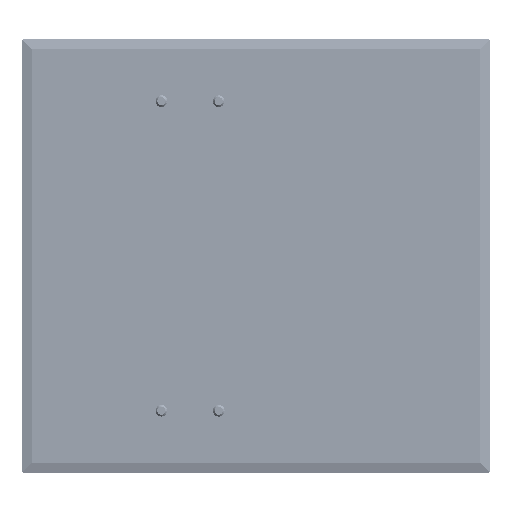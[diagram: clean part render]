
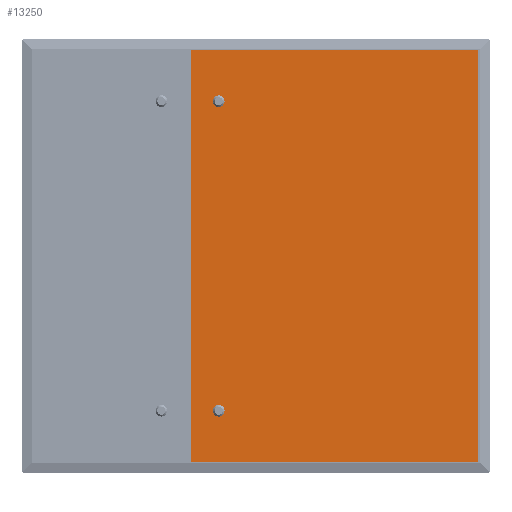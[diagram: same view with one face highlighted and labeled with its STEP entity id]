
A CAD part, top view. The second image highlights one B-rep face of the part: STEP entity #13250.
In plain terms, the highlighted planar face has unit normal (0, 0, 1).
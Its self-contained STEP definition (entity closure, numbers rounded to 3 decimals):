
#2 = ORIENTED_EDGE ( 'NONE', *, *, #29175, .T. ) ;
#1054 = VECTOR ( 'NONE', #19933, 1000. ) ;
#1107 = DIRECTION ( 'NONE',  ( 0., 0., -1. ) ) ;
#1277 = CARTESIAN_POINT ( 'NONE',  ( -239.5, -305., 0. ) ) ;
#1843 = AXIS2_PLACEMENT_3D ( 'NONE', #42843, #16332, #25824 ) ;
#2738 = CARTESIAN_POINT ( 'NONE',  ( -283., -405., 0. ) ) ;
#3160 = DIRECTION ( 'NONE',  ( 0., 1., 0. ) ) ;
#4505 = CARTESIAN_POINT ( 'NONE',  ( -228., 305., 0. ) ) ;
#5719 = EDGE_CURVE ( 'NONE', #32952, #8527, #13139, .T. ) ;
#6253 = ORIENTED_EDGE ( 'NONE', *, *, #34553, .T. ) ;
#6342 = LINE ( 'NONE', #16682, #15941 ) ;
#6537 = FACE_OUTER_BOUND ( 'NONE', #19058, .T. ) ;
#8527 = VERTEX_POINT ( 'NONE', #1277 ) ;
#8653 = VECTOR ( 'NONE', #3160, 1000. ) ;
#10074 = CARTESIAN_POINT ( 'NONE',  ( -216.5, -305., 0. ) ) ;
#10243 = DIRECTION ( 'NONE',  ( 0., 0., -1. ) ) ;
#10641 = ORIENTED_EDGE ( 'NONE', *, *, #21202, .T. ) ;
#12826 = LINE ( 'NONE', #16543, #1054 ) ;
#13139 = CIRCLE ( 'NONE', #14293, 11.5 ) ;
#13250 = ADVANCED_FACE ( 'NONE', ( #21389, #18768, #6537 ), #37233, .T. ) ;
#13433 = CARTESIAN_POINT ( 'NONE',  ( -239.5, 305., 0. ) ) ;
#13685 = DIRECTION ( 'NONE',  ( 0., 0., 1. ) ) ;
#14293 = AXIS2_PLACEMENT_3D ( 'NONE', #34942, #1107, #28307 ) ;
#15941 = VECTOR ( 'NONE', #43782, 1000. ) ;
#15975 = VERTEX_POINT ( 'NONE', #2738 ) ;
#16332 = DIRECTION ( 'NONE',  ( 0., 0., 1. ) ) ;
#16436 = ORIENTED_EDGE ( 'NONE', *, *, #5719, .T. ) ;
#16543 = CARTESIAN_POINT ( 'NONE',  ( -283., 405., 0. ) ) ;
#16682 = CARTESIAN_POINT ( 'NONE',  ( -283., -405., 0. ) ) ;
#17225 = DIRECTION ( 'NONE',  ( 1., 0., 0. ) ) ;
#17369 = CARTESIAN_POINT ( 'NONE',  ( 0., 0., 0. ) ) ;
#17398 = VERTEX_POINT ( 'NONE', #13433 ) ;
#18751 = VECTOR ( 'NONE', #31880, 1000. ) ;
#18768 = FACE_BOUND ( 'NONE', #32033, .T. ) ;
#18771 = CARTESIAN_POINT ( 'NONE',  ( 283., 405., 0. ) ) ;
#19058 = EDGE_LOOP ( 'NONE', ( #31031, #10641, #37361, #6253 ) ) ;
#19933 = DIRECTION ( 'NONE',  ( 0., -1., 0. ) ) ;
#20014 = DIRECTION ( 'NONE',  ( 1., 0., 0. ) ) ;
#20861 = LINE ( 'NONE', #25535, #18751 ) ;
#21202 = EDGE_CURVE ( 'NONE', #15975, #28553, #6342, .T. ) ;
#21299 = DIRECTION ( 'NONE',  ( 0., 0., 1. ) ) ;
#21389 = FACE_BOUND ( 'NONE', #41440, .T. ) ;
#21898 = ORIENTED_EDGE ( 'NONE', *, *, #39045, .F. ) ;
#22508 = CIRCLE ( 'NONE', #1843, 11.5 ) ;
#22645 = EDGE_CURVE ( 'NONE', #28553, #33331, #39385, .T. ) ;
#23193 = VERTEX_POINT ( 'NONE', #33872 ) ;
#25535 = CARTESIAN_POINT ( 'NONE',  ( -283., 405., 0. ) ) ;
#25669 = EDGE_CURVE ( 'NONE', #23193, #15975, #12826, .T. ) ;
#25824 = DIRECTION ( 'NONE',  ( 1., 0., 0. ) ) ;
#27370 = AXIS2_PLACEMENT_3D ( 'NONE', #17369, #13685, #17225 ) ;
#28307 = DIRECTION ( 'NONE',  ( 1., 0., 0. ) ) ;
#28553 = VERTEX_POINT ( 'NONE', #42013 ) ;
#28720 = CARTESIAN_POINT ( 'NONE',  ( -216.5, 305., 0. ) ) ;
#28967 = EDGE_CURVE ( 'NONE', #38047, #17398, #22508, .T. ) ;
#29175 = EDGE_CURVE ( 'NONE', #8527, #32952, #43727, .T. ) ;
#29443 = ORIENTED_EDGE ( 'NONE', *, *, #28967, .F. ) ;
#31031 = ORIENTED_EDGE ( 'NONE', *, *, #25669, .T. ) ;
#31880 = DIRECTION ( 'NONE',  ( -1., 0., 0. ) ) ;
#32033 = EDGE_LOOP ( 'NONE', ( #29443, #21898 ) ) ;
#32952 = VERTEX_POINT ( 'NONE', #10074 ) ;
#33331 = VERTEX_POINT ( 'NONE', #18771 ) ;
#33872 = CARTESIAN_POINT ( 'NONE',  ( -283., 405., 0. ) ) ;
#34553 = EDGE_CURVE ( 'NONE', #33331, #23193, #20861, .T. ) ;
#34942 = CARTESIAN_POINT ( 'NONE',  ( -228., -305., 0. ) ) ;
#36828 = AXIS2_PLACEMENT_3D ( 'NONE', #43422, #10243, #20014 ) ;
#37233 = PLANE ( 'NONE',  #27370 ) ;
#37361 = ORIENTED_EDGE ( 'NONE', *, *, #22645, .T. ) ;
#37721 = AXIS2_PLACEMENT_3D ( 'NONE', #4505, #21299, #41737 ) ;
#38047 = VERTEX_POINT ( 'NONE', #28720 ) ;
#39045 = EDGE_CURVE ( 'NONE', #17398, #38047, #39784, .T. ) ;
#39385 = LINE ( 'NONE', #41109, #8653 ) ;
#39784 = CIRCLE ( 'NONE', #37721, 11.5 ) ;
#41109 = CARTESIAN_POINT ( 'NONE',  ( 283., 405., 0. ) ) ;
#41440 = EDGE_LOOP ( 'NONE', ( #16436, #2 ) ) ;
#41737 = DIRECTION ( 'NONE',  ( 1., 0., 0. ) ) ;
#42013 = CARTESIAN_POINT ( 'NONE',  ( 283., -405., 0. ) ) ;
#42843 = CARTESIAN_POINT ( 'NONE',  ( -228., 305., 0. ) ) ;
#43422 = CARTESIAN_POINT ( 'NONE',  ( -228., -305., 0. ) ) ;
#43727 = CIRCLE ( 'NONE', #36828, 11.5 ) ;
#43782 = DIRECTION ( 'NONE',  ( 1., 0., 0. ) ) ;
